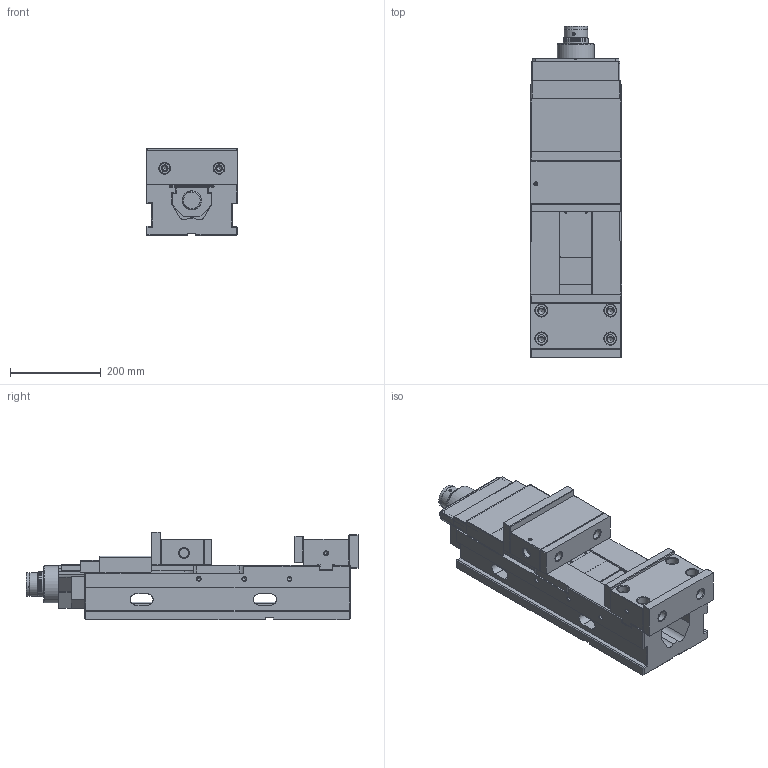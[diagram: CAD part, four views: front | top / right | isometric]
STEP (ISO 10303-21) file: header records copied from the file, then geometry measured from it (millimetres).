
FILE_DESCRIPTION(/* description */ (''),/* implementation_level */ '2;1');
FILE_NAME(/* name */ 'ALQ-200.stp',/* time_stamp */ '2016-06-28T10:00:56+08:00',/* author */ ('user'),/* organization */ (''),/* preprocessor_version */ 'ST-DEVELOPER v15.2',/* originating_system */ 'Autodesk Inventor 2014',/* authorisation */ '');
FILE_SCHEMA (('AUTOMOTIVE_DESIGN { 1 0 10303 214 3 1 1 }'));
Length unit declared in the file: millimetre
Products named in the file (45): 3ALQ810101; 3AVQ830201; ALQ8202-齒條; AVQ830102; AVQ8303; AVQ8222-03; ALQ6A12-內防塵片之1; ALQ6A13-內防塵片之2; ALQ8103-螺桿固定塊; ob1672; AVQ6104-盤片墊片; AVQ810201; ALQ8705-螺母; ALQ8704-子螺桿; AVQ6703-鋼珠定位塊; AVQ6701-增壓推桿; AVQ6702-增壓套筒; 鋼珠-12; CAP-M4x0.7Px35L; 平頭-7.6D-9d-9L; 增壓組; ALQ8201-螺桿; 3AVQ840101; 3AVQ840201; 3AVQ840301; 鋼珠-10; HP619-押送螺桿停止塊; FP6504-彈簧導桿; 50J15100; ALQ6506-彈簧調整螺帽; ALQ6732-承接套筒; ALQ6731-調節塊; ALQ6735-----; OB1541-彈簧; ALQ6736-防塵墊片; ALQ6737-防塵橡膠; AVQ6750-調壓組固定塊; ALQ8A01-防塵蓋; 3AVQ8A0101; AVQ8A0201 ...
Bounding box: 202.76 x 732.4 x 193 mm (x, y, z)
Volume: 13843221.6 mm3; surface area: 1755447.2 mm2
Topology: 64 solids, 64 shells, 1782 faces, 4389 edges, 2781 vertices
Faces by surface type: plane 1031, cylinder 390, cone 283, bspline 55, torus 17, sphere 6
Full cylindrical faces by diameter (mm): 2.459 x2, 3.242 x13, 3.3 x2, 4 x5, 4.134 x2, 4.5 x13, 4.917 x12, 5 x2, 6 x7, 6.2 x1, 6.5 x1, 6.6 x2, 6.647 x1, 6.8 x1, 7 x6, 8 x6, 8.1 x1, 8.376 x8, 9 x3, 10 x2, 10.106 x6, 10.3 x3, 11 x3, 11.835 x2, 12 x2, 12.4 x1, 12.647 x1, 13 x2, 13.5 x4, 13.835 x4
Entity records: 47558 total; most frequent: CARTESIAN_POINT 12426, DIRECTION 7210, ORIENTED_EDGE 6448, EDGE_CURVE 3224, AXIS2_PLACEMENT_3D 2618, VERTEX_POINT 2254, EDGE_LOOP 2188, LINE 1974
